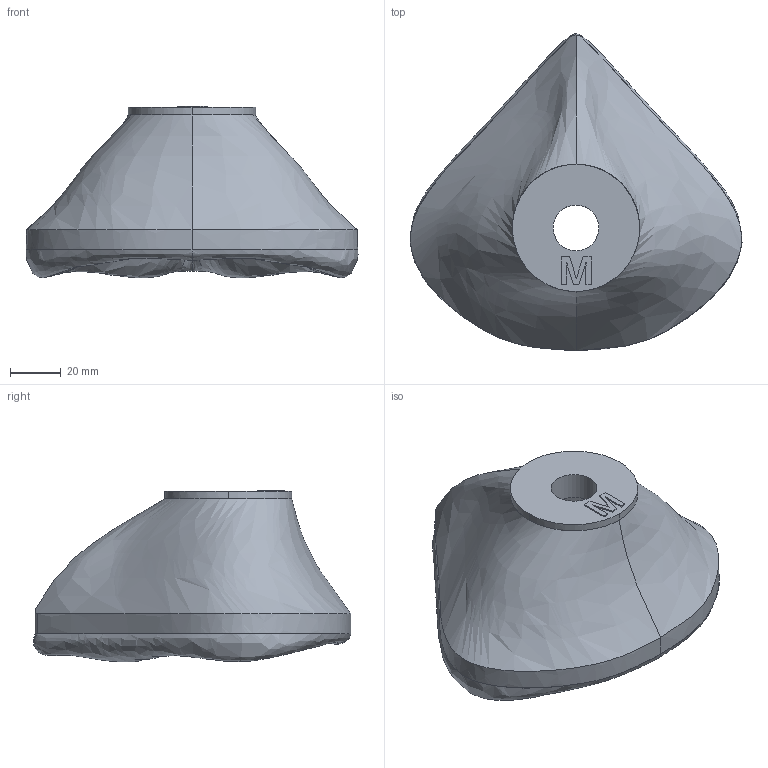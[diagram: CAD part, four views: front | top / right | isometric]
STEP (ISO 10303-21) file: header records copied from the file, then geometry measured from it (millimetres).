
FILE_DESCRIPTION( ( '' ), ' ' );
FILE_NAME( '5ea08bfe10d1c814c1f88141.step', '2020-04-22T18:25:02', ( '' ), ( '' ), ' ', ' ', ' ' );
FILE_SCHEMA( ( 'AUTOMOTIVE_DESIGN { 1 0 10303 214 1 1 1 1 }' ) );
Length unit declared in the file: metre
Products named in the file (1): Silicone mask (step 1)
Bounding box: 130.41 x 124.64 x 67.52 mm (x, y, z)
Volume: 133104.8 mm3; surface area: 53608.5 mm2
Topology: 1 solids, 1 shells, 74 faces, 182 edges, 111 vertices
Faces by surface type: plane 34, bspline 28, extrusion 9, cylinder 3
Full cylindrical faces by diameter (mm): 18 x1
Entity records: 11939 total; most frequent: CARTESIAN_POINT 9925, ORIENTED_EDGE 362, EDGE_CURVE 181, DIRECTION 150, B_SPLINE_CURVE_WITH_KNOTS 131, VERTEX_POINT 111, EDGE_LOOP 78, FACE_OUTER_BOUND 75
